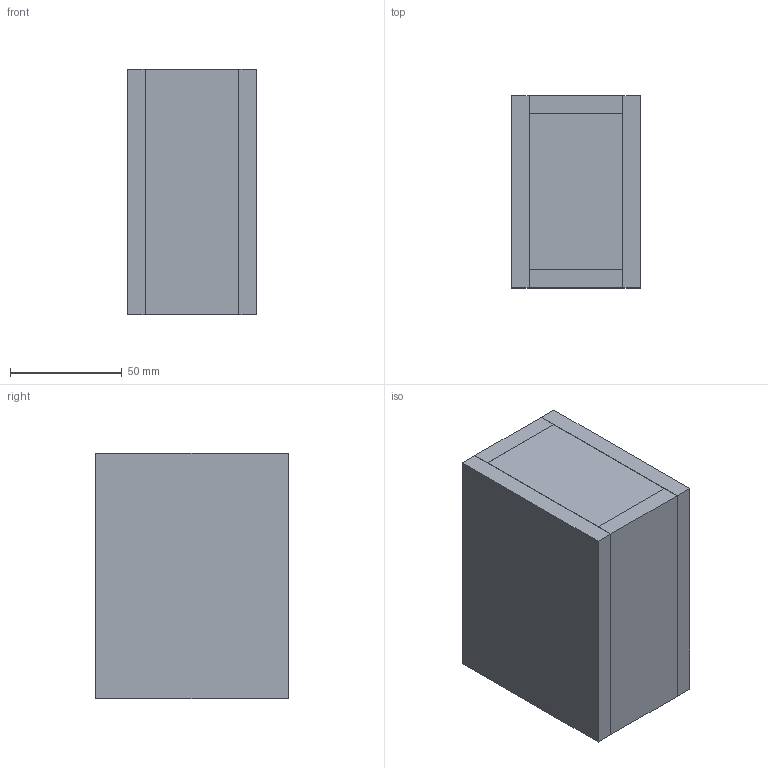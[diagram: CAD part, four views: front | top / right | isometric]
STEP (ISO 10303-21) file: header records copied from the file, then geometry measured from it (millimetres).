
FILE_DESCRIPTION(('STEP AP203'), '1');
FILE_NAME('栖闉罻', '', ('UNSPECIFIED'), ('UNSPECIFIED'), 'C3D Converter', 'C3D Toolkit', '');
FILE_SCHEMA(('CONFIG_CONTROL_DESIGN'));
Length unit declared in the file: millimetre
Assembly tree (6 placements, depth 2):
  (unnamed)
    (unnamed)
    (unnamed)  x2
    (unnamed)  x2
    (unnamed)
Bounding box: 57.96 x 86 x 110 mm (x, y, z)
Volume: 144397.5 mm3; surface area: 87519.6 mm2
Topology: 6 solids, 6 shells, 135 faces, 258 edges, 172 vertices
Faces by surface type: plane 101, cylinder 34
Full cylindrical faces by diameter (mm): 3 x16, 4 x2, 4.5 x8, 5 x8
Entity records: 2966 total; most frequent: DIRECTION 420, CARTESIAN_POINT 388, ORIENTED_EDGE 320, EDGE_CURVE 160, AXIS2_PLACEMENT_3D 156, EDGE_LOOP 156, VERTEX_POINT 124, LINE 108
